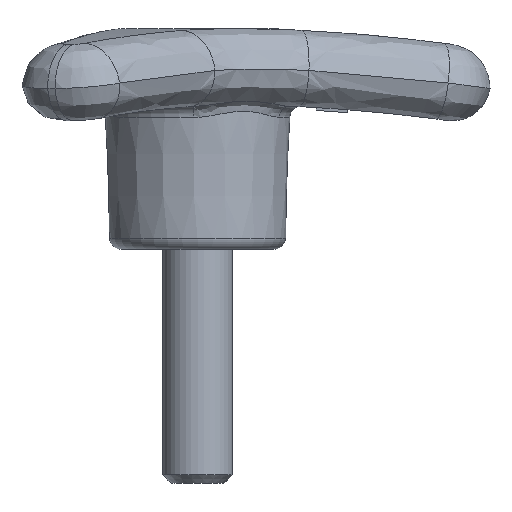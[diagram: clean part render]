
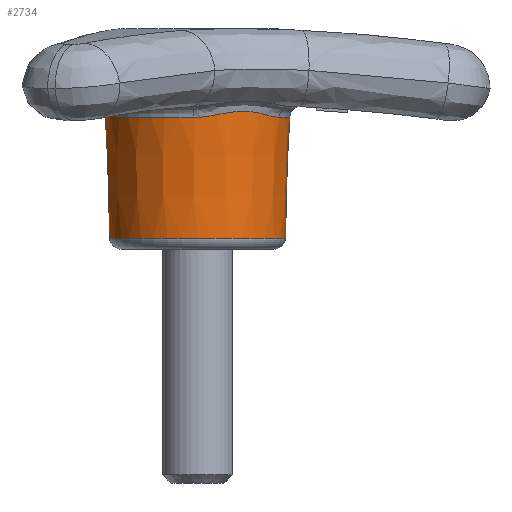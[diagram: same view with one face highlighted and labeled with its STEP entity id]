
A CAD part, front view. The second image highlights one B-rep face of the part: STEP entity #2734.
In plain terms, the highlighted conical face has half-angle 2 degrees and reference radius 15 mm.
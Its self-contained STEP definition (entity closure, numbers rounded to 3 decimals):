
#23=CONICAL_SURFACE('',#2971,15.,0.035);
#222=B_SPLINE_CURVE_WITH_KNOTS('',3,(#7156,#7157,#7158,#7159,#7160,#7161,
#7162,#7163),.UNSPECIFIED.,.F.,.F.,(4,1,1,1,1,4),(0.,0.005,
0.007,0.009,0.014,0.018),
 .UNSPECIFIED.);
#226=B_SPLINE_CURVE_WITH_KNOTS('',3,(#7211,#7212,#7213,#7214,#7215,#7216,
#7217,#7218),.UNSPECIFIED.,.F.,.F.,(4,1,1,1,1,4),(0.,0.005,
0.007,0.009,0.014,0.018),
 .UNSPECIFIED.);
#229=B_SPLINE_CURVE_WITH_KNOTS('',3,(#7263,#7264,#7265,#7266,#7267,#7268,
#7269,#7270),.UNSPECIFIED.,.F.,.F.,(4,1,1,1,1,4),(0.,0.005,
0.007,0.009,0.014,0.018),
 .UNSPECIFIED.);
#746=ORIENTED_EDGE('',*,*,#1089,.T.);
#747=ORIENTED_EDGE('',*,*,#1005,.T.);
#748=ORIENTED_EDGE('',*,*,#1090,.T.);
#749=ORIENTED_EDGE('',*,*,#1000,.T.);
#750=ORIENTED_EDGE('',*,*,#1025,.T.);
#751=ORIENTED_EDGE('',*,*,#1009,.T.);
#752=ORIENTED_EDGE('',*,*,#1091,.T.);
#1000=EDGE_CURVE('',#1240,#1239,#222,.T.);
#1005=EDGE_CURVE('',#1241,#1242,#226,.T.);
#1009=EDGE_CURVE('',#1243,#1244,#229,.T.);
#1025=EDGE_CURVE('',#1239,#1243,#1413,.T.);
#1089=EDGE_CURVE('',#1244,#1241,#1446,.T.);
#1090=EDGE_CURVE('',#1242,#1240,#1447,.T.);
#1091=EDGE_CURVE('',#1283,#1283,#1448,.F.);
#1239=VERTEX_POINT('',#7155);
#1240=VERTEX_POINT('',#7164);
#1241=VERTEX_POINT('',#7204);
#1242=VERTEX_POINT('',#7210);
#1243=VERTEX_POINT('',#7256);
#1244=VERTEX_POINT('',#7262);
#1283=VERTEX_POINT('',#7435);
#1413=CIRCLE('',#2904,15.788);
#1446=CIRCLE('',#2972,15.788);
#1447=CIRCLE('',#2973,15.788);
#1448=CIRCLE('',#2974,15.067);
#1570=EDGE_LOOP('',(#746,#747,#748,#749,#750,#751));
#1571=EDGE_LOOP('',(#752));
#1708=FACE_BOUND('',#1570,.T.);
#1709=FACE_BOUND('',#1571,.T.);
#2734=ADVANCED_FACE('',(#1708,#1709),#23,.T.);
#2904=AXIS2_PLACEMENT_3D('',#7302,#3311,#3312);
#2971=AXIS2_PLACEMENT_3D('',#7431,#3476,#3477);
#2972=AXIS2_PLACEMENT_3D('',#7432,#3478,#3479);
#2973=AXIS2_PLACEMENT_3D('',#7433,#3480,#3481);
#2974=AXIS2_PLACEMENT_3D('',#7434,#3482,#3483);
#3311=DIRECTION('',(0.,0.,-1.));
#3312=DIRECTION('',(-1.,0.,0.));
#3476=DIRECTION('',(0.,0.,1.));
#3477=DIRECTION('',(1.,0.,0.));
#3478=DIRECTION('',(0.,0.,-1.));
#3479=DIRECTION('',(-1.,0.,0.));
#3480=DIRECTION('',(0.,0.,-1.));
#3481=DIRECTION('',(-1.,0.,0.));
#3482=DIRECTION('',(0.,0.,-1.));
#3483=DIRECTION('',(-1.,0.,0.));
#7155=CARTESIAN_POINT('',(13.995,7.307,22.556));
#7156=CARTESIAN_POINT('',(-0.669,15.773,22.556));
#7157=CARTESIAN_POINT('',(0.851,15.838,22.556));
#7158=CARTESIAN_POINT('',(3.089,15.619,22.988));
#7159=CARTESIAN_POINT('',(5.908,14.734,23.51));
#7160=CARTESIAN_POINT('',(8.644,13.412,23.736));
#7161=CARTESIAN_POINT('',(11.566,11.073,23.137));
#7162=CARTESIAN_POINT('',(13.29,8.658,22.556));
#7163=CARTESIAN_POINT('',(13.995,7.307,22.556));
#7164=CARTESIAN_POINT('',(-0.669,15.773,22.556));
#7204=CARTESIAN_POINT('',(-13.326,-8.466,22.556));
#7210=CARTESIAN_POINT('',(-13.326,8.466,22.556));
#7211=CARTESIAN_POINT('',(-13.326,-8.466,22.556));
#7212=CARTESIAN_POINT('',(-14.142,-7.181,22.556));
#7213=CARTESIAN_POINT('',(-15.07,-5.138,22.988));
#7214=CARTESIAN_POINT('',(-15.714,-2.253,23.509));
#7215=CARTESIAN_POINT('',(-15.937,0.779,23.736));
#7216=CARTESIAN_POINT('',(-15.373,4.48,23.137));
#7217=CARTESIAN_POINT('',(-14.143,7.18,22.556));
#7218=CARTESIAN_POINT('',(-13.326,8.466,22.556));
#7256=CARTESIAN_POINT('',(13.995,-7.308,22.556));
#7262=CARTESIAN_POINT('',(-0.669,-15.773,22.556));
#7263=CARTESIAN_POINT('',(13.995,-7.308,22.556));
#7264=CARTESIAN_POINT('',(13.29,-8.657,22.556));
#7265=CARTESIAN_POINT('',(11.985,-10.482,22.988));
#7266=CARTESIAN_POINT('',(9.808,-12.482,23.509));
#7267=CARTESIAN_POINT('',(7.294,-14.191,23.736));
#7268=CARTESIAN_POINT('',(3.807,-15.553,23.137));
#7269=CARTESIAN_POINT('',(0.853,-15.838,22.556));
#7270=CARTESIAN_POINT('',(-0.669,-15.773,22.556));
#7302=CARTESIAN_POINT('',(0.,0.,22.556));
#7431=CARTESIAN_POINT('',(0.,0.,0.));
#7432=CARTESIAN_POINT('',(0.,0.,22.556));
#7433=CARTESIAN_POINT('',(0.,0.,22.556));
#7434=CARTESIAN_POINT('',(0.,0.,1.93));
#7435=CARTESIAN_POINT('',(-15.067,0.,1.93));
